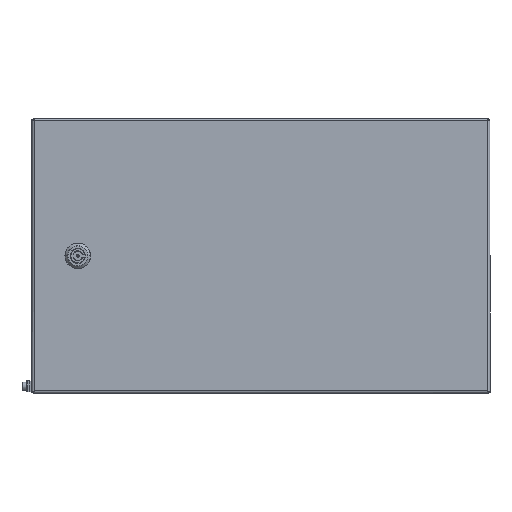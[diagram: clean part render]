
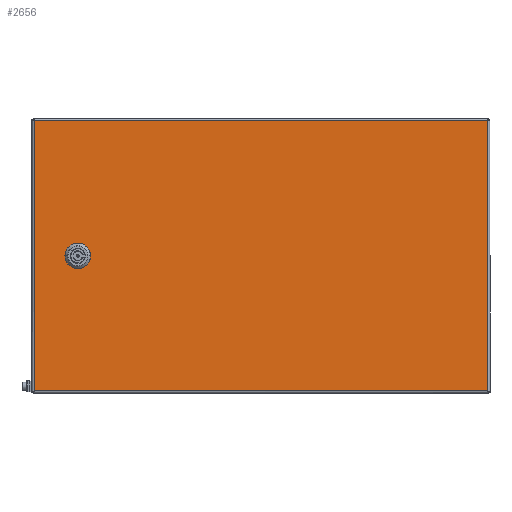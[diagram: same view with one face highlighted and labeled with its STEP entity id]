
A CAD part, top view. The second image highlights one B-rep face of the part: STEP entity #2656.
In plain terms, the highlighted face is planar.
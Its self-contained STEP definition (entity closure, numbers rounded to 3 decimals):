
#83 = DIRECTION ( 'NONE',  ( 0., -1., 0. ) ) ;
#1092 = CARTESIAN_POINT ( 'NONE',  ( 248.743, -147.5, 0. ) ) ;
#1695 = CARTESIAN_POINT ( 'NONE',  ( 247.5, -147.5, 0. ) ) ;
#1854 = VERTEX_POINT ( 'NONE', #3739 ) ;
#1882 = CARTESIAN_POINT ( 'NONE',  ( -247.5, -147.5, 0. ) ) ;
#1981 = VECTOR ( 'NONE', #6706, 1000. ) ;
#2315 = EDGE_LOOP ( 'NONE', ( #6508, #10600, #29183, #22086 ) ) ;
#2335 = EDGE_CURVE ( 'NONE', #27344, #1854, #2871, .T. ) ;
#2656 = ADVANCED_FACE ( 'NONE', ( #15905, #31363 ), #13997, .F. ) ;
#2871 = LINE ( 'NONE', #9378, #19093 ) ;
#2979 = CARTESIAN_POINT ( 'NONE',  ( 247.5, 148.743, 0. ) ) ;
#3265 = ORIENTED_EDGE ( 'NONE', *, *, #19649, .F. ) ;
#3598 = VECTOR ( 'NONE', #5773, 1000. ) ;
#3739 = CARTESIAN_POINT ( 'NONE',  ( -247.5, 147.5, 0. ) ) ;
#4132 = DIRECTION ( 'NONE',  ( -1., 0., 0. ) ) ;
#4566 = AXIS2_PLACEMENT_3D ( 'NONE', #8330, #28531, #11244 ) ;
#4574 = VERTEX_POINT ( 'NONE', #18056 ) ;
#4599 = EDGE_CURVE ( 'NONE', #8390, #9551, #31846, .T. ) ;
#5170 = CARTESIAN_POINT ( 'NONE',  ( 194.846, 10., 0. ) ) ;
#5412 = LINE ( 'NONE', #28652, #27521 ) ;
#5441 = ORIENTED_EDGE ( 'NONE', *, *, #32041, .F. ) ;
#5773 = DIRECTION ( 'NONE',  ( -1., 0., 0. ) ) ;
#6508 = ORIENTED_EDGE ( 'NONE', *, *, #7370, .T. ) ;
#6509 = VERTEX_POINT ( 'NONE', #30198 ) ;
#6706 = DIRECTION ( 'NONE',  ( 1., 0., 0. ) ) ;
#6711 = CARTESIAN_POINT ( 'NONE',  ( 200., 0., 0. ) ) ;
#7055 = DIRECTION ( 'NONE',  ( 0., 0., -1. ) ) ;
#7370 = EDGE_CURVE ( 'NONE', #17758, #27344, #24824, .T. ) ;
#8098 = LINE ( 'NONE', #2979, #22561 ) ;
#8219 = AXIS2_PLACEMENT_3D ( 'NONE', #22631, #16892, #37143 ) ;
#8330 = CARTESIAN_POINT ( 'NONE',  ( 200., 0., 0. ) ) ;
#8390 = VERTEX_POINT ( 'NONE', #5170 ) ;
#8438 = ORIENTED_EDGE ( 'NONE', *, *, #4599, .F. ) ;
#9272 = CIRCLE ( 'NONE', #10557, 11.25 ) ;
#9378 = CARTESIAN_POINT ( 'NONE',  ( -247.5, -148.743, 0. ) ) ;
#9551 = VERTEX_POINT ( 'NONE', #10857 ) ;
#9609 = EDGE_CURVE ( 'NONE', #9551, #22753, #20591, .T. ) ;
#9632 = DIRECTION ( 'NONE',  ( -1., 0., 0. ) ) ;
#10115 = DIRECTION ( 'NONE',  ( 0., -1., 0. ) ) ;
#10557 = AXIS2_PLACEMENT_3D ( 'NONE', #30386, #13040, #33273 ) ;
#10600 = ORIENTED_EDGE ( 'NONE', *, *, #2335, .T. ) ;
#10857 = CARTESIAN_POINT ( 'NONE',  ( 205.154, 10., 0. ) ) ;
#11244 = DIRECTION ( 'NONE',  ( -1., 0., 0. ) ) ;
#11282 = LINE ( 'NONE', #25988, #3598 ) ;
#11918 = EDGE_CURVE ( 'NONE', #13673, #4574, #27218, .T. ) ;
#12151 = VERTEX_POINT ( 'NONE', #19297 ) ;
#12436 = CARTESIAN_POINT ( 'NONE',  ( 210., 5.154, 0. ) ) ;
#13040 = DIRECTION ( 'NONE',  ( 0., 0., -1. ) ) ;
#13673 = VERTEX_POINT ( 'NONE', #13689 ) ;
#13689 = CARTESIAN_POINT ( 'NONE',  ( 194.846, -10., 0. ) ) ;
#13997 = PLANE ( 'NONE',  #8219 ) ;
#14217 = DIRECTION ( 'NONE',  ( 0., 1., 0. ) ) ;
#14616 = EDGE_CURVE ( 'NONE', #22753, #34385, #36037, .T. ) ;
#15905 = FACE_BOUND ( 'NONE', #26662, .T. ) ;
#16520 = DIRECTION ( 'NONE',  ( 1., 0., 0. ) ) ;
#16892 = DIRECTION ( 'NONE',  ( 0., 0., 1. ) ) ;
#17758 = VERTEX_POINT ( 'NONE', #1695 ) ;
#17997 = ORIENTED_EDGE ( 'NONE', *, *, #9609, .F. ) ;
#18056 = CARTESIAN_POINT ( 'NONE',  ( 190., -5.154, 0. ) ) ;
#18991 = ORIENTED_EDGE ( 'NONE', *, *, #11918, .F. ) ;
#19093 = VECTOR ( 'NONE', #29605, 1000. ) ;
#19297 = CARTESIAN_POINT ( 'NONE',  ( 190., 5.154, 0. ) ) ;
#19649 = EDGE_CURVE ( 'NONE', #34385, #37390, #9272, .T. ) ;
#19698 = CARTESIAN_POINT ( 'NONE',  ( 210., -5.154, 0. ) ) ;
#20514 = ORIENTED_EDGE ( 'NONE', *, *, #24196, .F. ) ;
#20591 = CIRCLE ( 'NONE', #4566, 11.25 ) ;
#20628 = VECTOR ( 'NONE', #10115, 1000. ) ;
#22086 = ORIENTED_EDGE ( 'NONE', *, *, #35615, .T. ) ;
#22561 = VECTOR ( 'NONE', #83, 1000. ) ;
#22631 = CARTESIAN_POINT ( 'NONE',  ( -250., 150., 0. ) ) ;
#22753 = VERTEX_POINT ( 'NONE', #12436 ) ;
#24196 = EDGE_CURVE ( 'NONE', #37390, #13673, #11282, .T. ) ;
#24377 = CARTESIAN_POINT ( 'NONE',  ( 200., 0., 0. ) ) ;
#24824 = LINE ( 'NONE', #1092, #31641 ) ;
#25988 = CARTESIAN_POINT ( 'NONE',  ( 205.154, -10., 0. ) ) ;
#26071 = VECTOR ( 'NONE', #16520, 1000. ) ;
#26662 = EDGE_LOOP ( 'NONE', ( #20514, #3265, #32509, #17997, #8438, #33923, #5441, #18991 ) ) ;
#26819 = CARTESIAN_POINT ( 'NONE',  ( 205.154, 10., 0. ) ) ;
#26940 = DIRECTION ( 'NONE',  ( 0., 0., -1. ) ) ;
#27218 = CIRCLE ( 'NONE', #32230, 11.25 ) ;
#27274 = DIRECTION ( 'NONE',  ( -1., 0., 0. ) ) ;
#27344 = VERTEX_POINT ( 'NONE', #1882 ) ;
#27411 = CARTESIAN_POINT ( 'NONE',  ( 210., 5.154, 0. ) ) ;
#27521 = VECTOR ( 'NONE', #14217, 1000. ) ;
#28051 = CARTESIAN_POINT ( 'NONE',  ( -248.743, 147.5, 0. ) ) ;
#28531 = DIRECTION ( 'NONE',  ( 0., 0., -1. ) ) ;
#28652 = CARTESIAN_POINT ( 'NONE',  ( 190., 5.154, 0. ) ) ;
#29183 = ORIENTED_EDGE ( 'NONE', *, *, #36759, .T. ) ;
#29605 = DIRECTION ( 'NONE',  ( 0., 1., 0. ) ) ;
#29661 = CIRCLE ( 'NONE', #30428, 11.25 ) ;
#30198 = CARTESIAN_POINT ( 'NONE',  ( 247.5, 147.5, 0. ) ) ;
#30386 = CARTESIAN_POINT ( 'NONE',  ( 200., 0., 0. ) ) ;
#30428 = AXIS2_PLACEMENT_3D ( 'NONE', #24377, #7055, #27274 ) ;
#31363 = FACE_OUTER_BOUND ( 'NONE', #2315, .T. ) ;
#31641 = VECTOR ( 'NONE', #4132, 1000. ) ;
#31846 = LINE ( 'NONE', #26819, #1981 ) ;
#32041 = EDGE_CURVE ( 'NONE', #4574, #12151, #5412, .T. ) ;
#32199 = CARTESIAN_POINT ( 'NONE',  ( 205.154, -10., 0. ) ) ;
#32230 = AXIS2_PLACEMENT_3D ( 'NONE', #6711, #26940, #9632 ) ;
#32509 = ORIENTED_EDGE ( 'NONE', *, *, #14616, .F. ) ;
#33273 = DIRECTION ( 'NONE',  ( -1., 0., 0. ) ) ;
#33766 = LINE ( 'NONE', #28051, #26071 ) ;
#33923 = ORIENTED_EDGE ( 'NONE', *, *, #37053, .F. ) ;
#34385 = VERTEX_POINT ( 'NONE', #19698 ) ;
#35615 = EDGE_CURVE ( 'NONE', #6509, #17758, #8098, .T. ) ;
#36037 = LINE ( 'NONE', #27411, #20628 ) ;
#36759 = EDGE_CURVE ( 'NONE', #1854, #6509, #33766, .T. ) ;
#37053 = EDGE_CURVE ( 'NONE', #12151, #8390, #29661, .T. ) ;
#37143 = DIRECTION ( 'NONE',  ( 1., 0., 0. ) ) ;
#37390 = VERTEX_POINT ( 'NONE', #32199 ) ;
